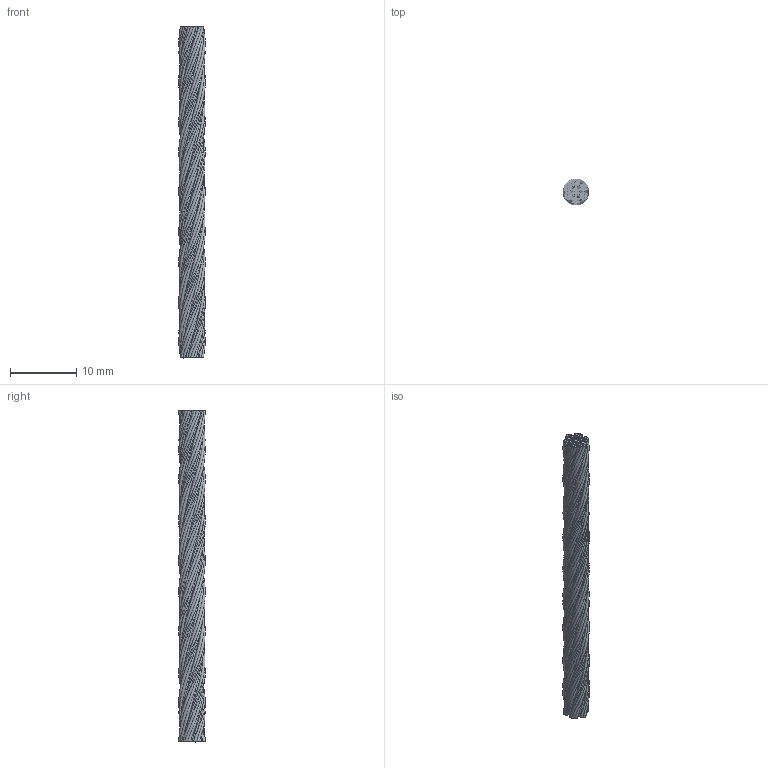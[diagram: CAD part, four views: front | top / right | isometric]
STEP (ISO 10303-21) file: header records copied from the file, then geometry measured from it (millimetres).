
FILE_DESCRIPTION (( 'STEP AP203' ), '1' );
FILE_NAME ('101000004.STEP', '2016-08-17T09:17:37', ( '' ), ( '' ), 'SwSTEP 2.0', 'SolidWorks 2015', '' );
FILE_SCHEMA (( 'CONFIG_CONTROL_DESIGN' ));
Length unit declared in the file: millimetre
Products named in the file (1): 101000004
Bounding box: 3.99 x 3.99 x 50 mm (x, y, z)
Volume: 373.6 mm3; surface area: 3465.6 mm2
Topology: 49 solids, 49 shells, 208 faces, 318 edges, 208 vertices
Faces by surface type: plane 98, bspline 96, cylinder 14
Entity records: 19803 total; most frequent: CARTESIAN_POINT 16899, ORIENTED_EDGE 636, EDGE_CURVE 318, B_SPLINE_CURVE_WITH_KNOTS 288, DIRECTION 272, VERTEX_POINT 208, ADVANCED_FACE 208, EDGE_LOOP 208
